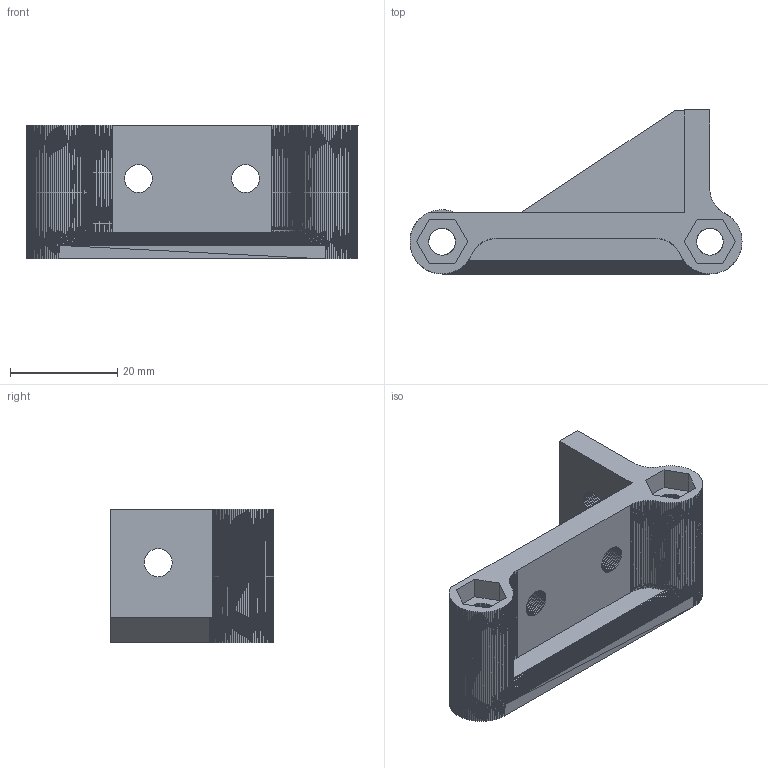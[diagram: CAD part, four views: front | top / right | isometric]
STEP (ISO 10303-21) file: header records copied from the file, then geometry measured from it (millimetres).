
FILE_DESCRIPTION(/* description */ (''),/* implementation_level */ '2;1');
FILE_NAME(/* name */ '4-Z_Wheel_Guide.stp',/* time_stamp */ '2017-03-23T13:09:25-04:00',/* author */ ('Tiktiki'),/* organization */ (''),/* preprocessor_version */ 'ST-DEVELOPER v16.1',/* originating_system */ 'Autodesk Inventor 2016',/* authorisation */ '');
FILE_SCHEMA (('AUTOMOTIVE_DESIGN { 1 0 10303 214 3 1 1 }'));
Length unit declared in the file: millimetre
Products named in the file (1): 4-Z_Wheel_Guide
Bounding box: 62 x 30.6 x 25 mm (x, y, z)
Volume: 13941.9 mm3; surface area: 7433 mm2
Topology: 1 solids, 1 shells, 2052 faces, 3826 edges, 1777 vertices
Faces by surface type: plane 2052
Entity records: 46806 total; most frequent: DIRECTION 7932, CARTESIAN_POINT 7656, ORIENTED_EDGE 7652, LINE 3826, VECTOR 3826, EDGE_CURVE 3826, EDGE_LOOP 2063, AXIS2_PLACEMENT_3D 2053
